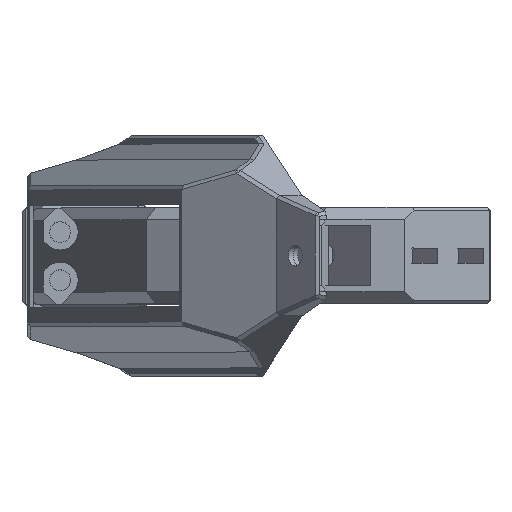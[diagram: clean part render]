
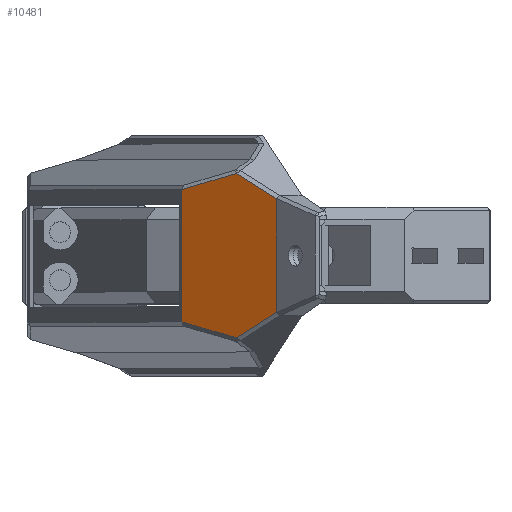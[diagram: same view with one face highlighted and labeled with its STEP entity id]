
A CAD part, top view. The second image highlights one B-rep face of the part: STEP entity #10481.
In plain terms, the highlighted face is planar.
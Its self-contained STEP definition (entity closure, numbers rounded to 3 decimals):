
#1089=FACE_OUTER_BOUND('',#1737,.T.);
#1737=EDGE_LOOP('',(#9284,#9285,#9286,#9287,#9288,#9289));
#2847=LINE('',#17686,#4071);
#2852=LINE('',#17696,#4076);
#2866=LINE('',#17720,#4090);
#2872=LINE('',#17732,#4096);
#2929=LINE('',#17842,#4153);
#2934=LINE('',#17852,#4158);
#4071=VECTOR('',#13555,10.);
#4076=VECTOR('',#13562,10.);
#4090=VECTOR('',#13586,10.);
#4096=VECTOR('',#13596,10.);
#4153=VECTOR('',#13687,10.);
#4158=VECTOR('',#13694,10.);
#4999=VERTEX_POINT('',#17540);
#5026=VERTEX_POINT('',#17616);
#5049=VERTEX_POINT('',#17685);
#5053=VERTEX_POINT('',#17695);
#5058=VERTEX_POINT('',#17719);
#5062=VERTEX_POINT('',#17731);
#6434=EDGE_CURVE('',#5049,#5026,#2847,.T.);
#6439=EDGE_CURVE('',#5026,#5053,#2852,.T.);
#6453=EDGE_CURVE('',#4999,#5058,#2866,.T.);
#6459=EDGE_CURVE('',#5062,#4999,#2872,.T.);
#6516=EDGE_CURVE('',#5058,#5049,#2929,.T.);
#6521=EDGE_CURVE('',#5053,#5062,#2934,.T.);
#9284=ORIENTED_EDGE('',*,*,#6439,.F.);
#9285=ORIENTED_EDGE('',*,*,#6434,.F.);
#9286=ORIENTED_EDGE('',*,*,#6516,.F.);
#9287=ORIENTED_EDGE('',*,*,#6453,.F.);
#9288=ORIENTED_EDGE('',*,*,#6459,.F.);
#9289=ORIENTED_EDGE('',*,*,#6521,.F.);
#9936=PLANE('',#11229);
#10481=ADVANCED_FACE('',(#1089),#9936,.F.);
#11229=AXIS2_PLACEMENT_3D('',#17851,#13692,#13693);
#13555=DIRECTION('',(-0.812,-0.531,0.242));
#13562=DIRECTION('',(-0.737,-0.482,-0.474));
#13586=DIRECTION('',(0.812,0.531,0.242));
#13596=DIRECTION('',(0.737,0.482,-0.474));
#13687=DIRECTION('',(0.,0.,1.));
#13692=DIRECTION('center_axis',(0.548,-0.837,0.));
#13693=DIRECTION('ref_axis',(-0.837,-0.548,0.));
#13694=DIRECTION('',(0.,0.,-1.));
#17540=CARTESIAN_POINT('',(16.732,8.994,-33.664));
#17616=CARTESIAN_POINT('',(16.732,8.994,-6.336));
#17685=CARTESIAN_POINT('',(25.711,14.87,-9.015));
#17686=CARTESIAN_POINT('',(35.425,21.227,-11.913));
#17695=CARTESIAN_POINT('',(10.146,4.685,-10.568));
#17696=CARTESIAN_POINT('',(19.937,11.092,-4.277));
#17719=CARTESIAN_POINT('',(25.711,14.87,-30.985));
#17720=CARTESIAN_POINT('',(36.787,22.118,-27.68));
#17731=CARTESIAN_POINT('',(10.146,4.685,-29.432));
#17732=CARTESIAN_POINT('',(18.929,10.432,-35.075));
#17842=CARTESIAN_POINT('',(25.711,14.87,-10.));
#17851=CARTESIAN_POINT('Origin',(25.711,14.87,0.));
#17852=CARTESIAN_POINT('',(10.146,4.685,0.));
